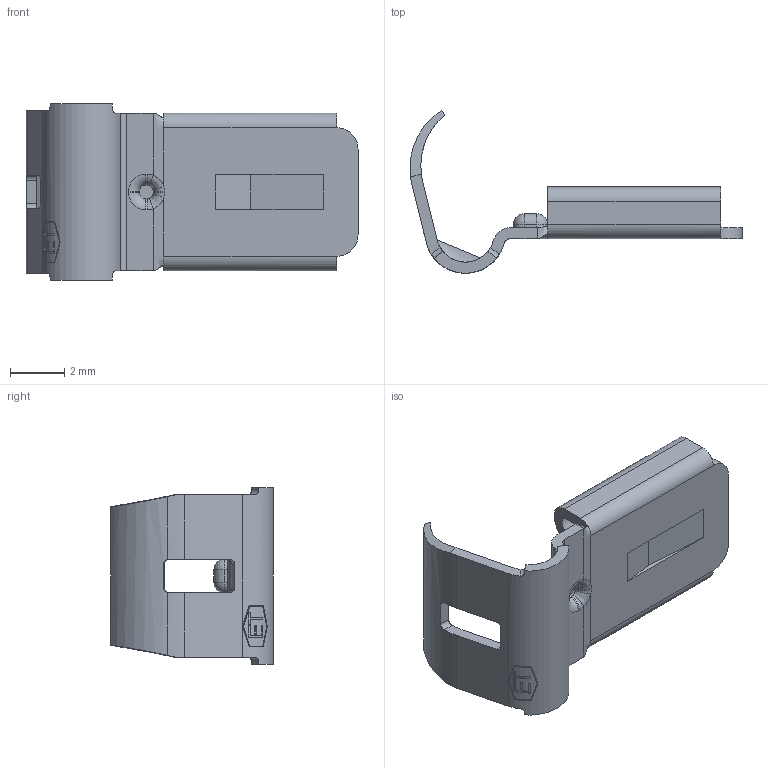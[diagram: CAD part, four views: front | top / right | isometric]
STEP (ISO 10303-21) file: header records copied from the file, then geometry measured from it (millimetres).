
FILE_DESCRIPTION (( 'STEP AP203' ), '1' );
FILE_NAME ('07750.STEP', '2015-01-26T18:58:13', ( '' ), ( '' ), 'SwSTEP 2.0', 'SolidWorks 2014', '' );
FILE_SCHEMA (( 'CONFIG_CONTROL_DESIGN' ));
Length unit declared in the file: inch
Products named in the file (1): 07750
Bounding box: 12.19 x 5.96 x 6.48 mm (x, y, z)
Volume: 54.1 mm3; surface area: 305 mm2
Topology: 1 solids, 1 shells, 244 faces, 637 edges, 394 vertices
Faces by surface type: plane 116, cylinder 72, cone 24, bspline 22, torus 6, sphere 4
Entity records: 8217 total; most frequent: CARTESIAN_POINT 2308, ORIENTED_EDGE 1266, DIRECTION 1162, EDGE_CURVE 633, AXIS2_PLACEMENT_3D 400, VERTEX_POINT 394, VECTOR 362, LINE 362
